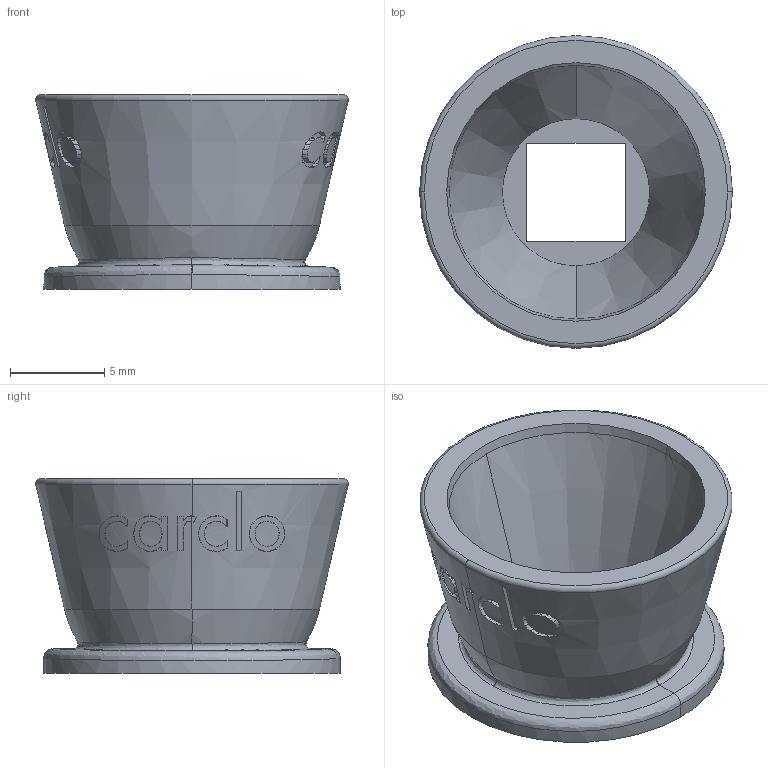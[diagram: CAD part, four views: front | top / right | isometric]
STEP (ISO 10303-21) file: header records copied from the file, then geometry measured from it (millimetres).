
FILE_DESCRIPTION((''),'2;1');
FILE_NAME('12531-70030_REV-1B_ARCH80SL','2016-01-19T',('SuttonP'),('Pet Mate Ltd'),'PRO/ENGINEER BY PARAMETRIC TECHNOLOGY CORPORATION, 2012130','PRO/ENGINEER BY PARAMETRIC TECHNOLOGY CORPORATION, 2012130','');
FILE_SCHEMA(('CONFIG_CONTROL_DESIGN'));
Length unit declared in the file: millimetre
Products named in the file (1): 12531-70030_REV-1B_ARCH80SL
Bounding box: 16.57 x 16.57 x 10.3 mm (x, y, z)
Volume: 852.2 mm3; surface area: 1532.1 mm2
Topology: 1 solids, 2 shells, 341 faces, 938 edges, 614 vertices
Faces by surface type: bspline 248, extrusion 52, cone 22, plane 11, revolution 4, cylinder 2, torus 2
Entity records: 20620 total; most frequent: CARTESIAN_POINT 13824, ORIENTED_EDGE 1872, EDGE_CURVE 938, B_SPLINE_CURVE_WITH_KNOTS 674, VERTEX_POINT 614, DIRECTION 526, EDGE_LOOP 358, FACE_OUTER_BOUND 341
